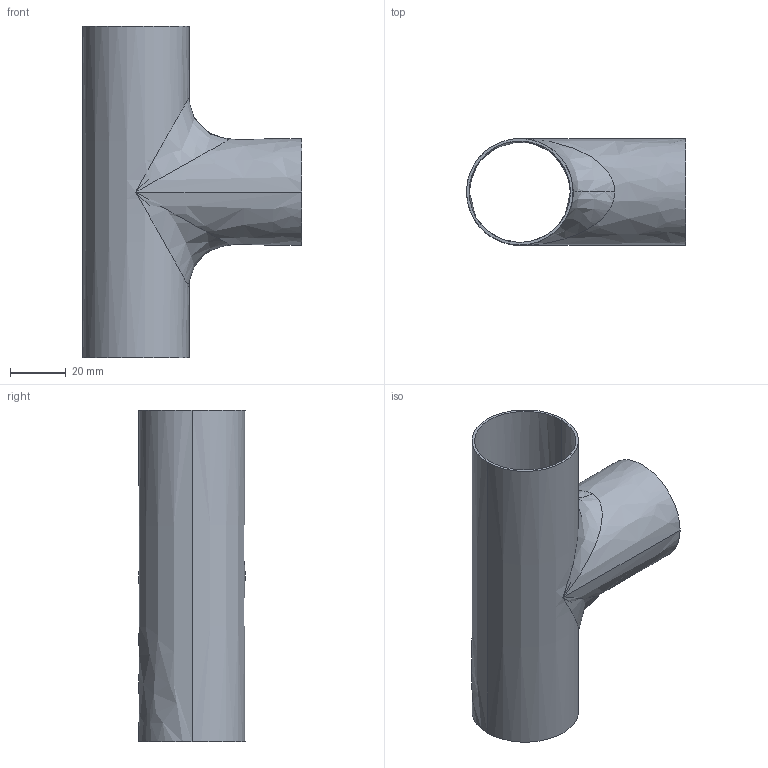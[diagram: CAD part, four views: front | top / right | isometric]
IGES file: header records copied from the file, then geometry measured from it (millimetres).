
Start section:  PTC IGES file: sskf40a.igs
Global section: file name: sskf40a.igs; native system: Pro/ENGINEER by Parametric Technology Corporation; preprocessor: 2004110; author: liuxiaokun; organization: Unknown; date: 080428.081004; units: millimetre
Bounding box: 78.9 x 38.4 x 119.4 mm (x, y, z)
Volume: 17352.7 mm3; surface area: 39000.3 mm2
Topology: 1 solids, 3 shells, 15 faces, 44 edges, 32 vertices
Faces by surface type: revolution 8, bspline 7
